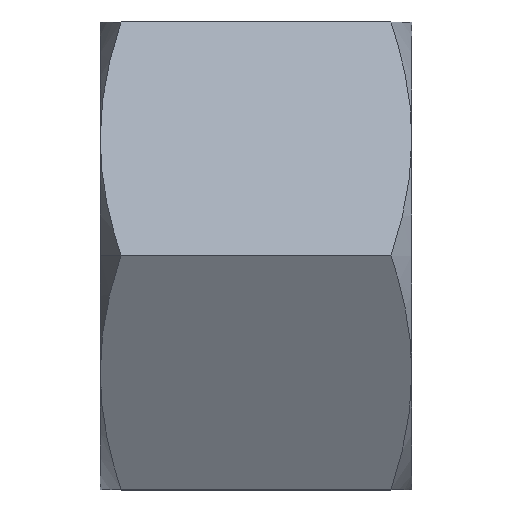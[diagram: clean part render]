
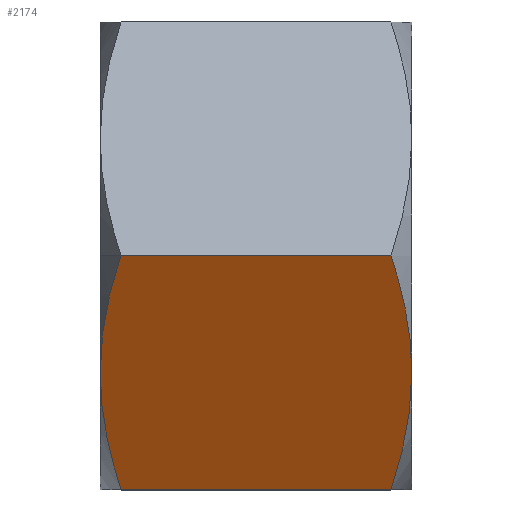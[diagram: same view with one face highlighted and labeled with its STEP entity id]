
A CAD part, top view. The second image highlights one B-rep face of the part: STEP entity #2174.
In plain terms, the highlighted planar face has unit normal (0, -0.5, 0.866).
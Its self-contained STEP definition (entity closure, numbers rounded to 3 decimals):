
#72 = VERTEX_POINT ( 'NONE', #1046 ) ;
#77 = CARTESIAN_POINT ( 'NONE',  ( 2.799, 0., 2.598 ) ) ;
#80 = CARTESIAN_POINT ( 'NONE',  ( 0.078, -1.882, 1.512 ) ) ;
#143 = AXIS2_PLACEMENT_3D ( 'NONE', #1521, #497, #675 ) ;
#219 = VERTEX_POINT ( 'NONE', #896 ) ;
#246 = CARTESIAN_POINT ( 'NONE',  ( 0., -1.125, 1.949 ) ) ;
#253 = CARTESIAN_POINT ( 'NONE',  ( 0.019, -0.743, 2.169 ) ) ;
#261 = CARTESIAN_POINT ( 'NONE',  ( 0.089, -0.369, 2.385 ) ) ;
#268 = ORIENTED_EDGE ( 'NONE', *, *, #1642, .F. ) ;
#275 = CARTESIAN_POINT ( 'NONE',  ( 3., -0.742, 2.17 ) ) ;
#290 = ORIENTED_EDGE ( 'NONE', *, *, #615, .T. ) ;
#434 = LINE ( 'NONE', #2244, #2241 ) ;
#497 = DIRECTION ( 'NONE',  ( 0., 0.5, -0.866 ) ) ;
#510 = B_SPLINE_CURVE_WITH_KNOTS ( 'NONE', 3,
 ( #1143, #80, #1319, #618 ),
 .UNSPECIFIED., .F., .F.,
 ( 4, 4 ),
 ( 0., 0.001 ),
 .UNSPECIFIED. ) ;
#607 = CARTESIAN_POINT ( 'NONE',  ( 0., -0.934, 2.059 ) ) ;
#615 = EDGE_CURVE ( 'NONE', #72, #1713, #434, .T. ) ;
#618 = CARTESIAN_POINT ( 'NONE',  ( 0., -1.125, 1.949 ) ) ;
#657 = VERTEX_POINT ( 'NONE', #816 ) ;
#675 = DIRECTION ( 'NONE',  ( 0., 0.866, 0.5 ) ) ;
#744 = B_SPLINE_CURVE_WITH_KNOTS ( 'NONE', 3,
 ( #1042, #854, #1227, #2265, #1032, #1397 ),
 .UNSPECIFIED., .F., .F.,
 ( 4, 2, 4 ),
 ( 0.001, 0.002, 0.003 ),
 .UNSPECIFIED. ) ;
#780 = CARTESIAN_POINT ( 'NONE',  ( 0., -1.125, 1.949 ) ) ;
#816 = CARTESIAN_POINT ( 'NONE',  ( 3., -1.125, 1.949 ) ) ;
#854 = CARTESIAN_POINT ( 'NONE',  ( 3., -1.316, 1.838 ) ) ;
#891 = DIRECTION ( 'NONE',  ( -1., 0., 0. ) ) ;
#896 = CARTESIAN_POINT ( 'NONE',  ( 2.799, -2.25, 1.299 ) ) ;
#961 = CARTESIAN_POINT ( 'NONE',  ( 2.922, -0.368, 2.386 ) ) ;
#980 = CARTESIAN_POINT ( 'NONE',  ( 3., -1.125, 1.949 ) ) ;
#1032 = CARTESIAN_POINT ( 'NONE',  ( 2.86, -2.066, 1.405 ) ) ;
#1042 = CARTESIAN_POINT ( 'NONE',  ( 3., -1.125, 1.949 ) ) ;
#1046 = CARTESIAN_POINT ( 'NONE',  ( 2.799, 0., 2.598 ) ) ;
#1047 = ORIENTED_EDGE ( 'NONE', *, *, #1961, .F. ) ;
#1075 = CARTESIAN_POINT ( 'NONE',  ( 0.201, 0., 2.598 ) ) ;
#1136 = EDGE_CURVE ( 'NONE', #2124, #1189, #510, .T. ) ;
#1143 = CARTESIAN_POINT ( 'NONE',  ( 0.201, -2.25, 1.299 ) ) ;
#1156 = EDGE_CURVE ( 'NONE', #1189, #1713, #1393, .T. ) ;
#1164 = PLANE ( 'NONE',  #143 ) ;
#1189 = VERTEX_POINT ( 'NONE', #780 ) ;
#1203 = DIRECTION ( 'NONE',  ( -1., 0., 0. ) ) ;
#1226 = EDGE_CURVE ( 'NONE', #72, #657, #1735, .T. ) ;
#1227 = CARTESIAN_POINT ( 'NONE',  ( 2.981, -1.507, 1.728 ) ) ;
#1312 = CARTESIAN_POINT ( 'NONE',  ( 0.14, -0.184, 2.492 ) ) ;
#1319 = CARTESIAN_POINT ( 'NONE',  ( 0., -1.508, 1.727 ) ) ;
#1322 = CARTESIAN_POINT ( 'NONE',  ( 0.201, 0., 2.598 ) ) ;
#1393 = B_SPLINE_CURVE_WITH_KNOTS ( 'NONE', 3,
 ( #246, #607, #253, #261, #1312, #1322 ),
 .UNSPECIFIED., .F., .F.,
 ( 4, 2, 4 ),
 ( 0.001, 0.002, 0.003 ),
 .UNSPECIFIED. ) ;
#1397 = CARTESIAN_POINT ( 'NONE',  ( 2.799, -2.25, 1.299 ) ) ;
#1439 = ORIENTED_EDGE ( 'NONE', *, *, #1156, .F. ) ;
#1504 = FACE_OUTER_BOUND ( 'NONE', #2057, .T. ) ;
#1511 = ORIENTED_EDGE ( 'NONE', *, *, #1136, .F. ) ;
#1521 = CARTESIAN_POINT ( 'NONE',  ( 3., 0., 2.598 ) ) ;
#1632 = LINE ( 'NONE', #2049, #2140 ) ;
#1642 = EDGE_CURVE ( 'NONE', #219, #2124, #1632, .T. ) ;
#1680 = CARTESIAN_POINT ( 'NONE',  ( 0.201, -2.25, 1.299 ) ) ;
#1708 = ORIENTED_EDGE ( 'NONE', *, *, #1226, .F. ) ;
#1713 = VERTEX_POINT ( 'NONE', #1075 ) ;
#1735 = B_SPLINE_CURVE_WITH_KNOTS ( 'NONE', 3,
 ( #77, #961, #275, #980 ),
 .UNSPECIFIED., .F., .F.,
 ( 4, 4 ),
 ( 0., 0.001 ),
 .UNSPECIFIED. ) ;
#1961 = EDGE_CURVE ( 'NONE', #657, #219, #744, .T. ) ;
#2049 = CARTESIAN_POINT ( 'NONE',  ( 3., -2.25, 1.299 ) ) ;
#2057 = EDGE_LOOP ( 'NONE', ( #1708, #290, #1439, #1511, #268, #1047 ) ) ;
#2124 = VERTEX_POINT ( 'NONE', #1680 ) ;
#2140 = VECTOR ( 'NONE', #891, 1000. ) ;
#2174 = ADVANCED_FACE ( 'NONE', ( #1504 ), #1164, .F. ) ;
#2241 = VECTOR ( 'NONE', #1203, 1000. ) ;
#2244 = CARTESIAN_POINT ( 'NONE',  ( 3., 0., 2.598 ) ) ;
#2265 = CARTESIAN_POINT ( 'NONE',  ( 2.911, -1.881, 1.512 ) ) ;
